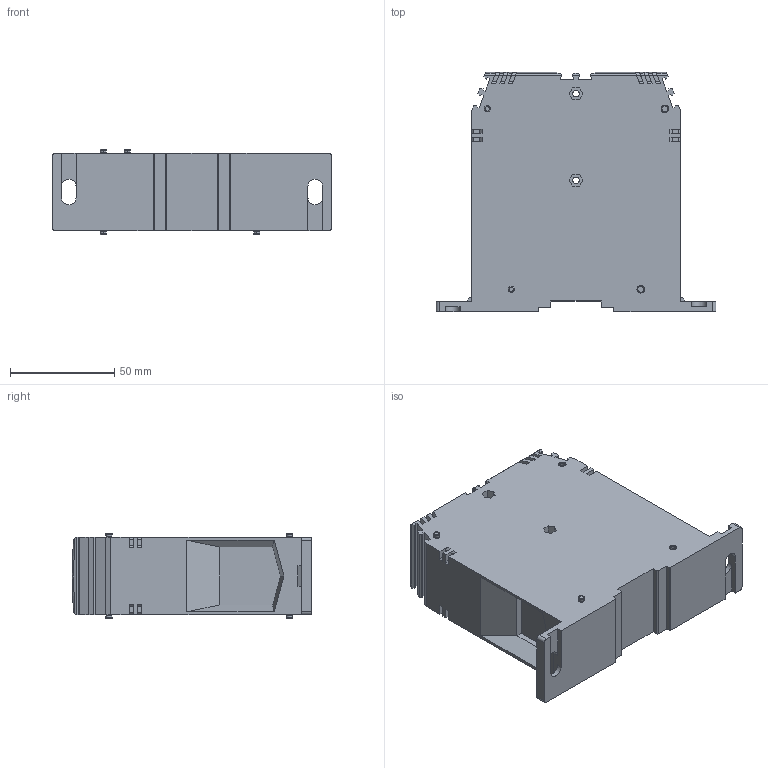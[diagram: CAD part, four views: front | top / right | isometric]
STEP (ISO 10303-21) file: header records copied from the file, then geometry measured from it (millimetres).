
FILE_DESCRIPTION((''),'2;1');
FILE_NAME('003903214_ESC-GPA_240_FIX_ASM','2022-07-14T10:31:03',('klemen.sitar'),('Audax d.o.o.'),'CREO PARAMETRIC BY PTC INC, 2021304','CREO PARAMETRIC BY PTC INC, 2021304','');
FILE_SCHEMA(('AP242_MANAGED_MODEL_BASED_3D_ENGINEERING_MIM_LF { 1 0 10303 442 1 1 4 }'));
Length unit declared in the file: millimetre
Products named in the file (3): GPA240_FIX-116740_1; TYPE_1___FI-11_00MM; 003903214_ESC-GPA_240_FIX_ASM
Assembly tree (3 placements, depth 2):
  003903214_ESC-GPA_240_FIX_ASM
    GPA240_FIX-116740_1
    TYPE_1___FI-11_00MM  x2
Bounding box: 134 x 114.85 x 41 mm (x, y, z)
Volume: 386809.3 mm3; surface area: 47327.5 mm2
Topology: 1 solids, 3 shells, 470 faces, 1322 edges, 864 vertices
Faces by surface type: plane 334, cylinder 68, cone 44, torus 12, bspline 8, sphere 4
Entity records: 21761 total; most frequent: CARTESIAN_POINT 3998, ORIENTED_EDGE 2372, DIRECTION 2192, PRESENTATION_STYLE_ASSIGNMENT 1581, STYLED_ITEM 1581, CURVE_STYLE 1195, EDGE_CURVE 1188, VECTOR 962
